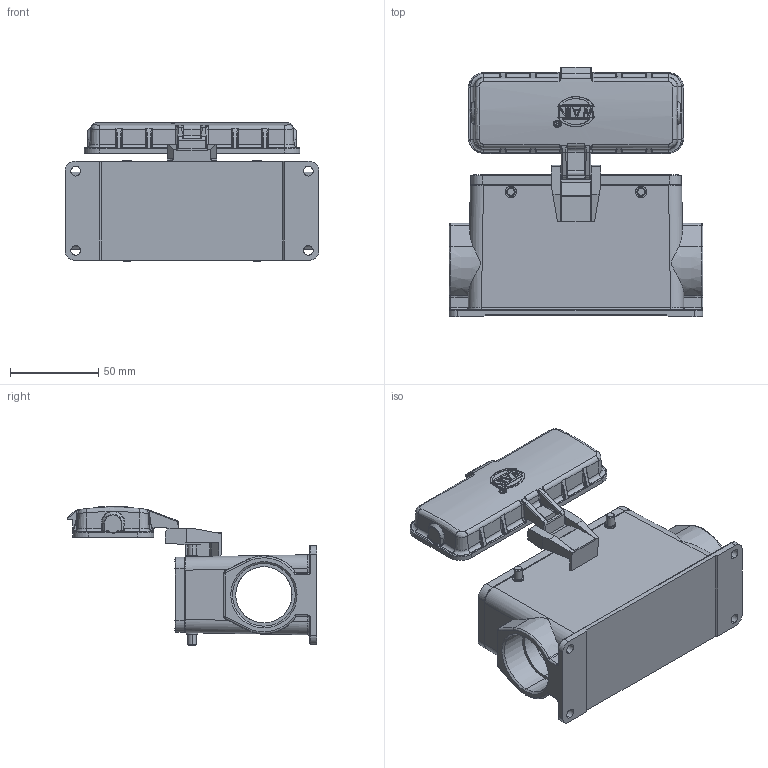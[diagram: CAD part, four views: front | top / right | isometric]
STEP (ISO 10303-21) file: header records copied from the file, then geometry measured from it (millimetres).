
FILE_DESCRIPTION (( 'STEP AP203' ), '1' );
FILE_NAME ('H24B-SFH-4B-MCV-2PG29.STP', '2017-08-24T11:11:05', ( '微软用户' ), ( '微软中国' ), 'SwSTEP 2.0', 'SolidWorks 2012', '' );
FILE_SCHEMA (( 'CONFIG_CONTROL_DESIGN' ));
Length unit declared in the file: millimetre
Products named in the file (1): H24B-SFH-4B-MCV-2PG29
Bounding box: 144 x 141.61 x 78.97 mm (x, y, z)
Volume: 197017.1 mm3; surface area: 93645.5 mm2
Topology: 1 solids, 1 shells, 1122 faces, 2704 edges, 1620 vertices
Faces by surface type: cylinder 380, bspline 373, plane 314, cone 37, torus 18
Entity records: 49097 total; most frequent: CARTESIAN_POINT 26492, ORIENTED_EDGE 5400, DIRECTION 3726, EDGE_CURVE 2700, VERTEX_POINT 1620, AXIS2_PLACEMENT_3D 1333, EDGE_LOOP 1178, FACE_OUTER_BOUND 1122
